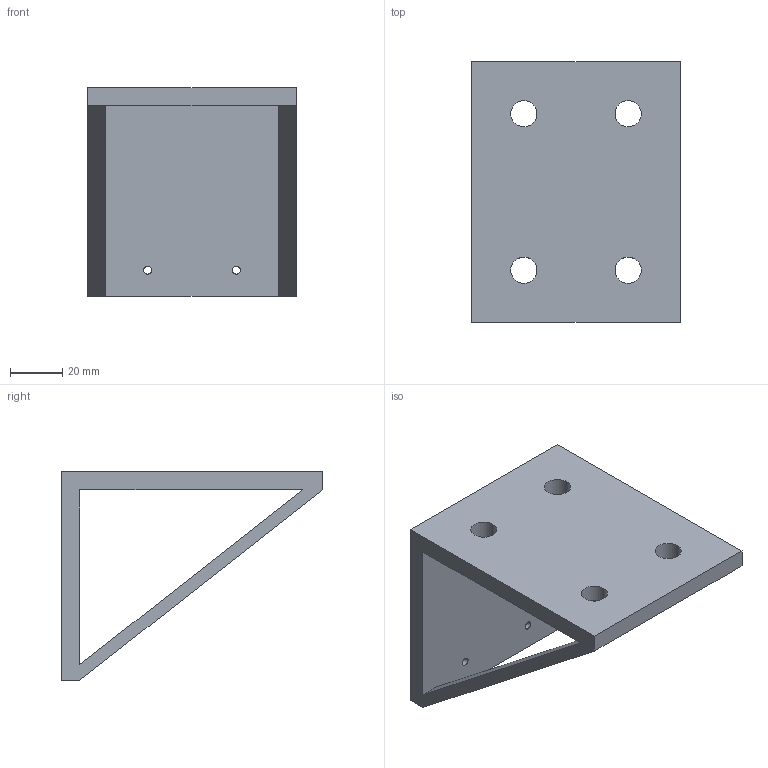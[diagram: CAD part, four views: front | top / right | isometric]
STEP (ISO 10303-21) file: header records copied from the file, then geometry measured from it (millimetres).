
FILE_DESCRIPTION (( 'STEP AP214' ), '1' );
FILE_NAME ('vaccum_plate.STEP', '2025-05-15T19:04:23', ( '' ), ( '' ), 'SwSTEP 2.0', 'SolidWorks 2020', '' );
FILE_SCHEMA (( 'AUTOMOTIVE_DESIGN' ));
Length unit declared in the file: centimetre
Products named in the file (1): vaccum_plate
Bounding box: 80 x 100 x 80 mm (x, y, z)
Volume: 102072.9 mm3; surface area: 36700.6 mm2
Topology: 1 solids, 1 shells, 26 faces, 74 edges, 48 vertices
Faces by surface type: plane 14, cylinder 12
Entity records: 916 total; most frequent: DIRECTION 152, CARTESIAN_POINT 149, ORIENTED_EDGE 148, EDGE_CURVE 74, AXIS2_PLACEMENT_3D 51, LINE 50, VECTOR 50, VERTEX_POINT 48
